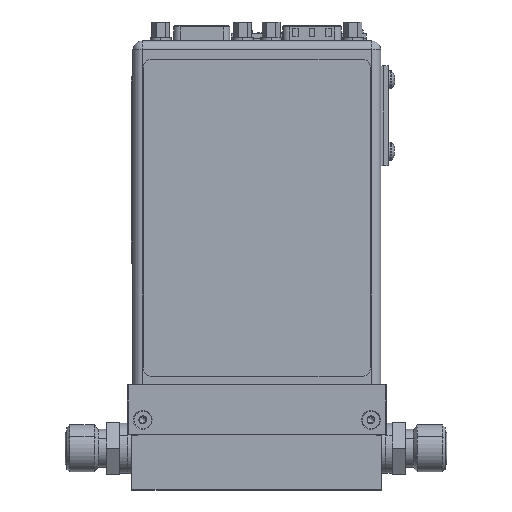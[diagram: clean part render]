
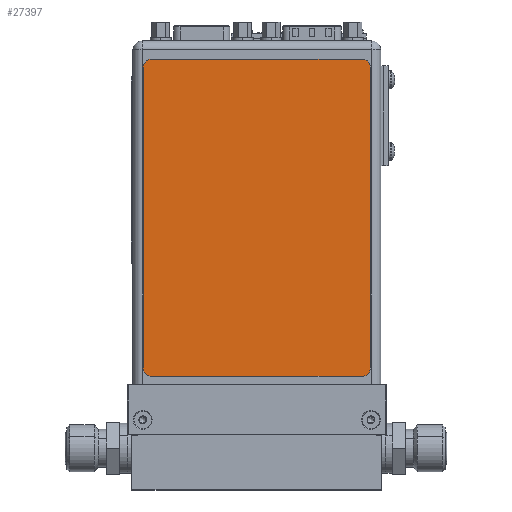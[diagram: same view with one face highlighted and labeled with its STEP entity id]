
A CAD part, top view. The second image highlights one B-rep face of the part: STEP entity #27397.
In plain terms, the highlighted planar face has unit normal (0, 0, 1).
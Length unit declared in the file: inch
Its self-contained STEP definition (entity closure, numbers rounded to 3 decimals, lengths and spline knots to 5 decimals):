
#27178=CARTESIAN_POINT('',(2.63,3.71,0.004));
#27179=DIRECTION('',(0.,0.,-1.));
#27180=DIRECTION('',(0.,1.,0.));
#27181=AXIS2_PLACEMENT_3D('',#27178,#27179,#27180);
#27183=DIRECTION('',(0.,-1.,0.));
#27184=VECTOR('',#27183,3.61);
#27185=CARTESIAN_POINT('',(2.73,3.71,0.004));
#27186=LINE('',#27185,#27184);
#27187=CARTESIAN_POINT('',(2.63,0.1,0.004));
#27188=DIRECTION('',(0.,0.,-1.));
#27189=DIRECTION('',(1.,0.,0.));
#27190=AXIS2_PLACEMENT_3D('',#27187,#27188,#27189);
#27192=DIRECTION('',(-1.,0.,0.));
#27193=VECTOR('',#27192,2.53);
#27194=CARTESIAN_POINT('',(2.63,0.,0.004));
#27195=LINE('',#27194,#27193);
#27196=CARTESIAN_POINT('',(0.1,0.1,0.004));
#27197=DIRECTION('',(0.,0.,-1.));
#27198=DIRECTION('',(0.,-1.,0.));
#27199=AXIS2_PLACEMENT_3D('',#27196,#27197,#27198);
#27201=DIRECTION('',(0.,1.,0.));
#27202=VECTOR('',#27201,3.61);
#27203=CARTESIAN_POINT('',(0.,0.1,0.004));
#27204=LINE('',#27203,#27202);
#27205=CARTESIAN_POINT('',(0.1,3.71,0.004));
#27206=DIRECTION('',(0.,0.,-1.));
#27207=DIRECTION('',(-1.,0.,0.));
#27208=AXIS2_PLACEMENT_3D('',#27205,#27206,#27207);
#27210=DIRECTION('',(1.,0.,0.));
#27211=VECTOR('',#27210,2.53);
#27212=CARTESIAN_POINT('',(0.1,3.81,0.004));
#27213=LINE('',#27212,#27211);
#27230=CARTESIAN_POINT('',(2.73,3.71,0.004));
#27231=VERTEX_POINT('',#27230);
#27232=CARTESIAN_POINT('',(2.63,3.81,0.004));
#27233=VERTEX_POINT('',#27232);
#27234=CARTESIAN_POINT('',(2.73,0.1,0.004));
#27235=VERTEX_POINT('',#27234);
#27236=CARTESIAN_POINT('',(2.63,0.,0.004));
#27237=VERTEX_POINT('',#27236);
#27238=CARTESIAN_POINT('',(0.1,0.,0.004));
#27239=VERTEX_POINT('',#27238);
#27240=CARTESIAN_POINT('',(0.,0.1,0.004));
#27241=VERTEX_POINT('',#27240);
#27242=CARTESIAN_POINT('',(0.,3.71,0.004));
#27243=VERTEX_POINT('',#27242);
#27244=CARTESIAN_POINT('',(0.1,3.81,0.004));
#27245=VERTEX_POINT('',#27244);
#27382=CARTESIAN_POINT('',(0.,0.,0.004));
#27383=DIRECTION('',(0.,0.,1.));
#27384=DIRECTION('',(1.,0.,0.));
#27385=AXIS2_PLACEMENT_3D('',#27382,#27383,#27384);
#27386=PLANE('',#27385);
#27387=ORIENTED_EDGE('',*,*,#27278,.T.);
#27388=ORIENTED_EDGE('',*,*,#27294,.T.);
#27389=ORIENTED_EDGE('',*,*,#27307,.T.);
#27390=ORIENTED_EDGE('',*,*,#27320,.T.);
#27391=ORIENTED_EDGE('',*,*,#27335,.T.);
#27392=ORIENTED_EDGE('',*,*,#27348,.T.);
#27393=ORIENTED_EDGE('',*,*,#27363,.T.);
#27394=ORIENTED_EDGE('',*,*,#27375,.T.);
#27395=EDGE_LOOP('',(#27387,#27388,#27389,#27390,#27391,#27392,#27393,#27394));
#27396=FACE_OUTER_BOUND('',#27395,.F.);
#27397=ADVANCED_FACE('',(#27396),#27386,.T.);
#27182=CIRCLE('',#27181,0.1);
#27191=CIRCLE('',#27190,0.1);
#27200=CIRCLE('',#27199,0.1);
#27209=CIRCLE('',#27208,0.1);
#27278=EDGE_CURVE('',#27233,#27231,#27182,.T.);
#27294=EDGE_CURVE('',#27231,#27235,#27186,.T.);
#27307=EDGE_CURVE('',#27235,#27237,#27191,.T.);
#27320=EDGE_CURVE('',#27237,#27239,#27195,.T.);
#27335=EDGE_CURVE('',#27239,#27241,#27200,.T.);
#27348=EDGE_CURVE('',#27241,#27243,#27204,.T.);
#27363=EDGE_CURVE('',#27243,#27245,#27209,.T.);
#27375=EDGE_CURVE('',#27245,#27233,#27213,.T.);
